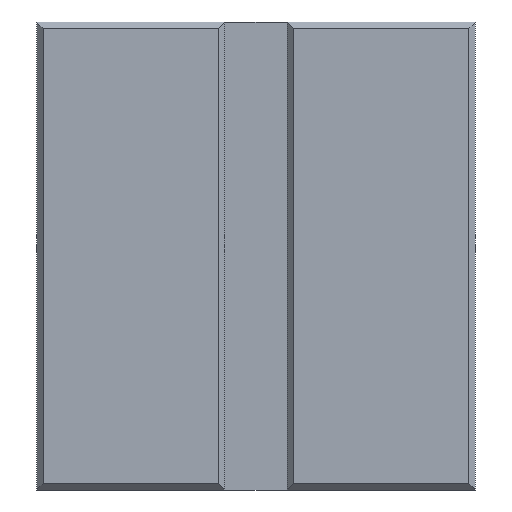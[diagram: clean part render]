
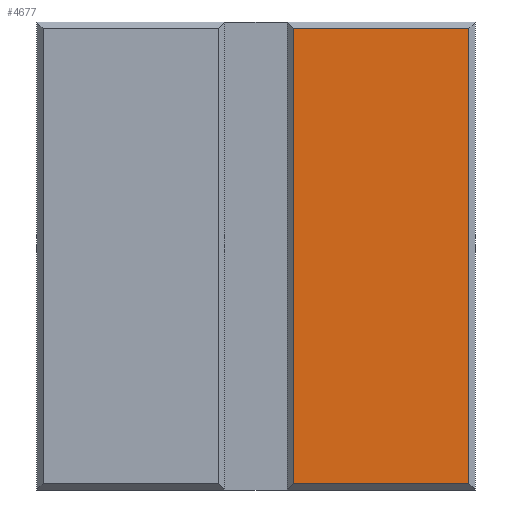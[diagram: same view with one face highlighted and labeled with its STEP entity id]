
A CAD part, front view. The second image highlights one B-rep face of the part: STEP entity #4677.
In plain terms, the highlighted planar face has unit normal (0, -1, 0).
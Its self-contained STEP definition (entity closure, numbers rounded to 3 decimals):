
#380=FACE_OUTER_BOUND('',#671,.T.);
#671=EDGE_LOOP('',(#2947,#2948,#2949,#2950));
#1051=LINE('',#6916,#1481);
#1053=LINE('',#6920,#1483);
#1054=LINE('',#6922,#1484);
#1055=LINE('',#6923,#1485);
#1481=VECTOR('',#5500,10.);
#1483=VECTOR('',#5504,10.);
#1484=VECTOR('',#5505,10.);
#1485=VECTOR('',#5506,10.);
#1908=VERTEX_POINT('',#6913);
#1909=VERTEX_POINT('',#6915);
#1910=VERTEX_POINT('',#6919);
#1911=VERTEX_POINT('',#6921);
#2317=EDGE_CURVE('',#1908,#1909,#1051,.T.);
#2319=EDGE_CURVE('',#1909,#1910,#1053,.T.);
#2320=EDGE_CURVE('',#1908,#1911,#1054,.T.);
#2321=EDGE_CURVE('',#1910,#1911,#1055,.T.);
#2947=ORIENTED_EDGE('',*,*,#2319,.F.);
#2948=ORIENTED_EDGE('',*,*,#2317,.F.);
#2949=ORIENTED_EDGE('',*,*,#2320,.T.);
#2950=ORIENTED_EDGE('',*,*,#2321,.F.);
#4183=PLANE('',#4991);
#4677=ADVANCED_FACE('',(#380),#4183,.T.);
#4991=AXIS2_PLACEMENT_3D('',#6918,#5502,#5503);
#5500=DIRECTION('',(1.,0.,0.));
#5502=DIRECTION('center_axis',(0.,-1.,0.));
#5503=DIRECTION('ref_axis',(1.,0.,0.));
#5504=DIRECTION('',(0.,0.,-1.));
#5505=DIRECTION('',(0.,0.,-1.));
#5506=DIRECTION('',(-1.,0.,0.));
#6913=CARTESIAN_POINT('',(408.,0.,730.));
#6915=CARTESIAN_POINT('',(686.,0.,730.));
#6916=CARTESIAN_POINT('',(348.,0.,730.));
#6918=CARTESIAN_POINT('Origin',(0.,0.,
0.));
#6919=CARTESIAN_POINT('',(686.,0.,7.));
#6920=CARTESIAN_POINT('',(686.,0.,0.));
#6921=CARTESIAN_POINT('',(408.,0.,7.));
#6922=CARTESIAN_POINT('',(408.,0.,360.));
#6923=CARTESIAN_POINT('',(348.,0.,7.));
